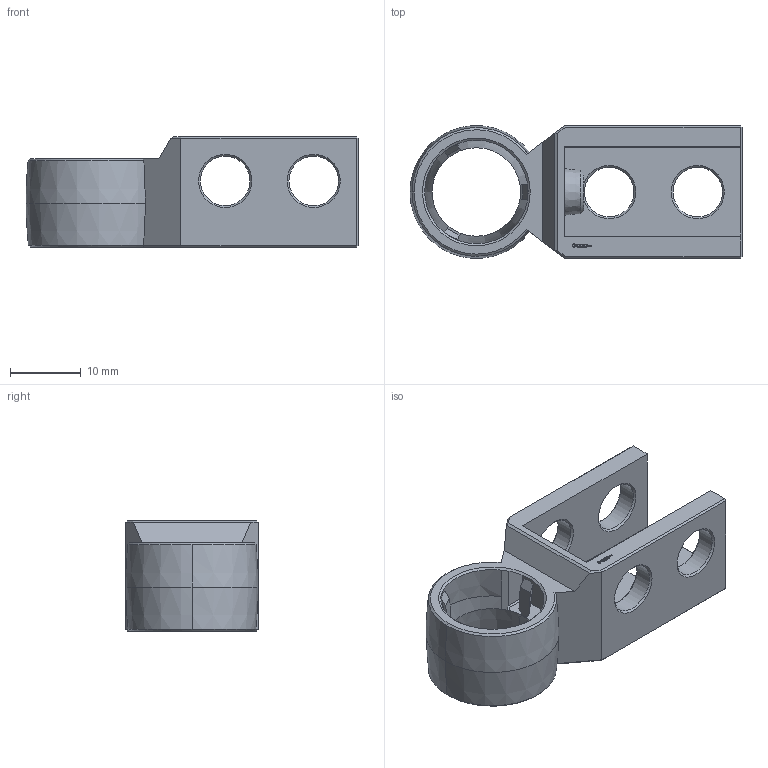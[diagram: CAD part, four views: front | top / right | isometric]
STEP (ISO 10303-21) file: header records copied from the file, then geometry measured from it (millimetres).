
FILE_DESCRIPTION(('FreeCAD Model'),'2;1');
FILE_NAME('Open CASCADE Shape Model','2023-11-13T00:29:10',(''),(''), 'Open CASCADE STEP processor 7.6','FreeCAD','Unknown');
FILE_SCHEMA(('AUTOMOTIVE_DESIGN { 1 0 10303 214 1 1 1 1 }'));
Length unit declared in the file: millimetre
Products named in the file (1): Holder Loop Sphere INR-DIA BU01.00x02.00x01.50x01.25 - SPN-HLD-0001 
(stemfie.org)
Bounding box: 46.88 x 18.75 x 15.62 mm (x, y, z)
Volume: 5121.7 mm3; surface area: 4175.3 mm2
Topology: 1 solids, 1 shells, 531 faces, 1460 edges, 958 vertices
Faces by surface type: plane 361, extrusion 138, cone 22, cylinder 6, revolution 4
Full cylindrical faces by diameter (mm): 7 x6
Entity records: 35780 total; most frequent: CARTESIAN_POINT 7532, DIRECTION 4740, VECTOR 3735, LINE 3597, ORIENTED_EDGE 2892, PCURVE 2892, DEFINITIONAL_REPRESENTATION 2892, EDGE_CURVE 1446
